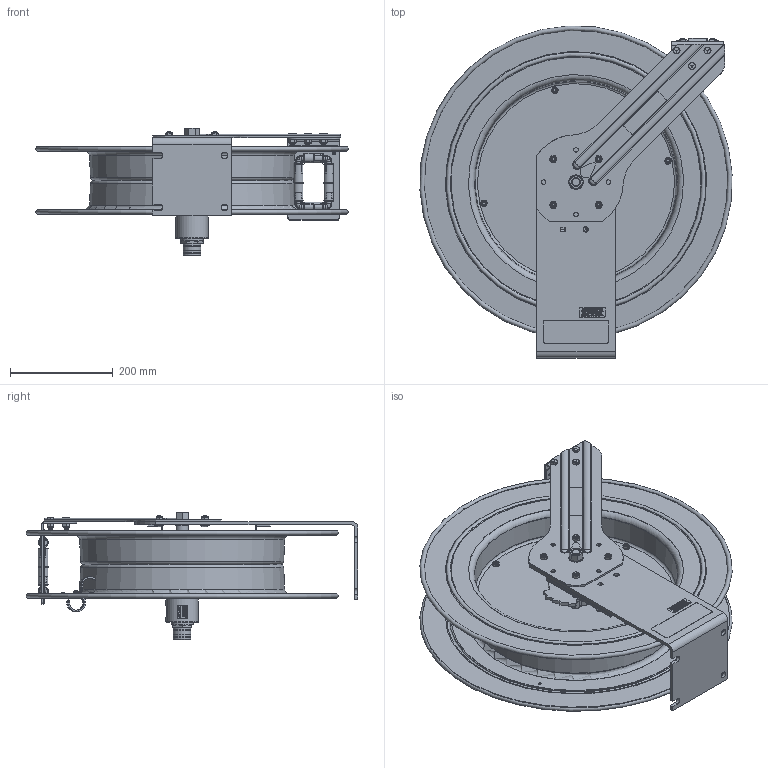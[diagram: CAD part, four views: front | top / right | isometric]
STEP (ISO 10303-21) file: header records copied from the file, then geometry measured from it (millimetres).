
FILE_DESCRIPTION(/* description */ (''),/* implementation_level */ '2;1');
FILE_NAME(/* name */ 'EZ-SH-550_SHARED.stp',/* time_stamp */ '2020-01-28T13:56:10-07:00',/* author */ ('NMelton'),/* organization */ (''),/* preprocessor_version */ 'ST-DEVELOPER v17',/* originating_system */ 'Autodesk Inventor 2019',/* authorisation */ '');
FILE_SCHEMA (('AUTOMOTIVE_DESIGN { 1 0 10303 214 3 1 1 }'));
Products named in the file (1): EZ-SH-550_SHARED
Bounding box: 608.79 x 647.3 x 248.92 mm (x, y, z)
Surface area: 1794760.9 mm2 (no closed solid volume)
Topology: 0 solids, 272 shells, 2283 faces, 11997 edges, 9720 vertices
Faces by surface type: plane 1196, cylinder 628, cone 186, bspline 165, torus 81, sphere 27
Full cylindrical faces by diameter (mm): 4.699 x4, 4.826 x2, 5.588 x6, 6.35 x8, 7.938 x3, 8.636 x7, 10.414 x1, 11.43 x3, 12.192 x7, 12.7 x2, 13.462 x1, 15.875 x1, 19.05 x7, 25.362 x1, 25.654 x1, 28.448 x1, 31.674 x3, 32.791 x2, 33.528 x1, 34.544 x4, 39.624 x1, 42.926 x1, 60.96 x1, 63.5 x1, 390.388 x1
Entity records: 127570 total; most frequent: CARTESIAN_POINT 38153, ORIENTED_EDGE 15897, DIRECTION 15824, EDGE_CURVE 11968, VERTEX_POINT 9720, LINE 6520, VECTOR 6520, AXIS2_PLACEMENT_3D 4652
